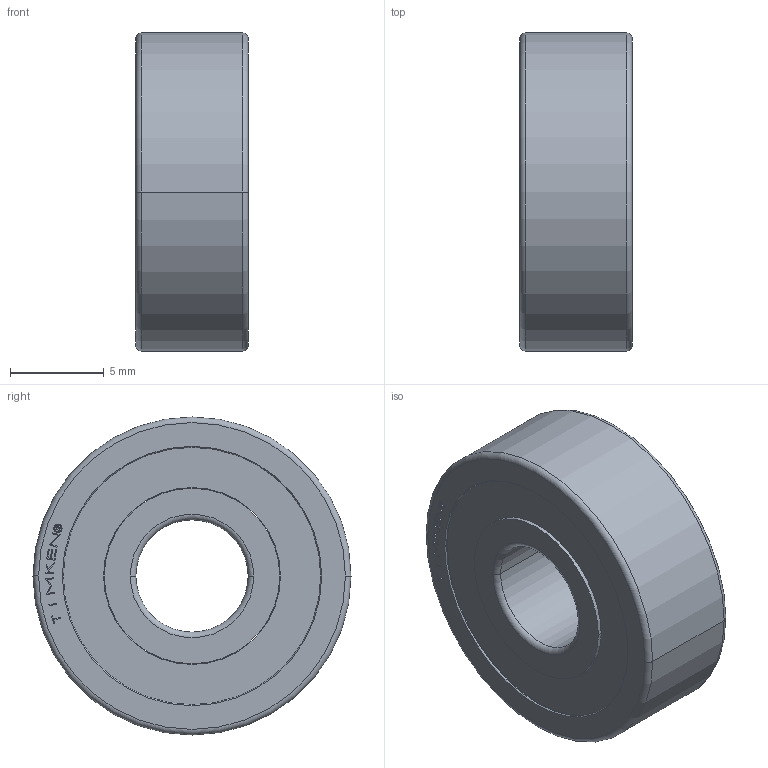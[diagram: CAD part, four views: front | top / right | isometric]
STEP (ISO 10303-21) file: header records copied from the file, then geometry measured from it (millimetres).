
FILE_DESCRIPTION(('starvars output'),'1');
FILE_NAME('606-ZZ.stp','10:54:57 2023/02/28',('TraceParts'),(' '),'Spatial InterOp 3D',' ',' ');
FILE_SCHEMA(('AUTOMOTIVE_DESIGN { 1 0 10303 214 3 1 1 }'));
Length unit declared in the file: millimetre
Products named in the file (1): 1
Bounding box: 6 x 17 x 17 mm (x, y, z)
Volume: 906.8 mm3; surface area: 1784.1 mm2
Topology: 3 solids, 3 shells, 300 faces, 832 edges, 540 vertices
Faces by surface type: plane 172, torus 56, sphere 36, cylinder 36
Entity records: 12687 total; most frequent: CARTESIAN_POINT 2557, DIRECTION 1620, ORIENTED_EDGE 1592, EDGE_CURVE 796, AXIS2_PLACEMENT_3D 575, VERTEX_POINT 540, LINE 470, VECTOR 470
